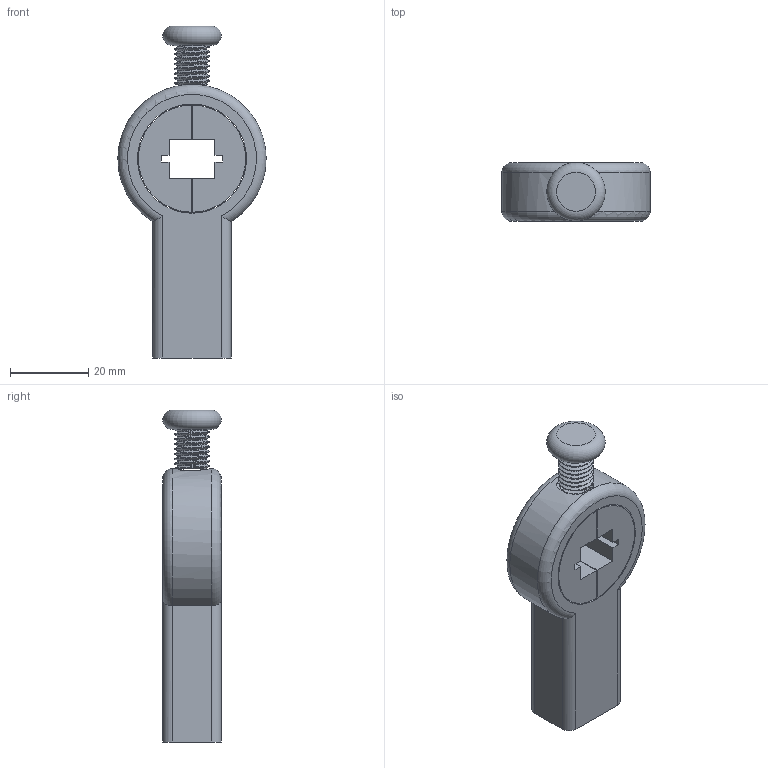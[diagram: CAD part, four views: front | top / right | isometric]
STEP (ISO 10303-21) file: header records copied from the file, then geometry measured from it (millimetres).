
FILE_DESCRIPTION(/* description */ (''),/* implementation_level */ '2;1');
FILE_NAME(/* name */ 'Rectangular PCB Mount.step',/* time_stamp */ '2023-11-25T19:35:20-06:00',/* author */ (''),/* organization */ (''),/* preprocessor_version */ 'ST-DEVELOPER v20',/* originating_system */ 'Autodesk Translation Framework v12.14.0.127',/* authorisation */ '');
FILE_SCHEMA (('AUTOMOTIVE_DESIGN { 1 0 10303 214 3 1 1 }'));
Length unit declared in the file: millimetre
Products named in the file (2): (Unsaved); Laser/Light Holder Post
Assembly tree (1 placements, depth 2):
  (Unsaved)
    Laser/Light Holder Post
Bounding box: 38 x 15 x 85.1 mm (x, y, z)
Volume: 24293.6 mm3; surface area: 10989.3 mm2
Topology: 4 solids, 4 shells, 78 faces, 204 edges, 135 vertices
Faces by surface type: cylinder 38, plane 32, bspline 5, torus 3
Full cylindrical faces by diameter (mm): 7.446 x2, 8.526 x2, 8.866 x5, 10.198 x2, 10.5 x1, 28 x1
Entity records: 4749 total; most frequent: CARTESIAN_POINT 2923, ORIENTED_EDGE 408, DIRECTION 297, EDGE_CURVE 204, VERTEX_POINT 135, AXIS2_PLACEMENT_3D 101, LINE 95, VECTOR 95
